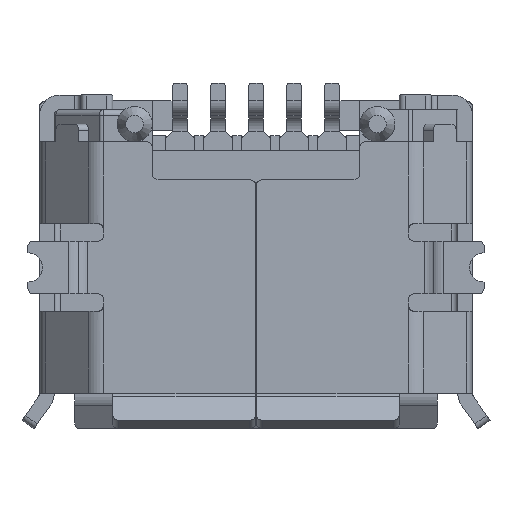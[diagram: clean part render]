
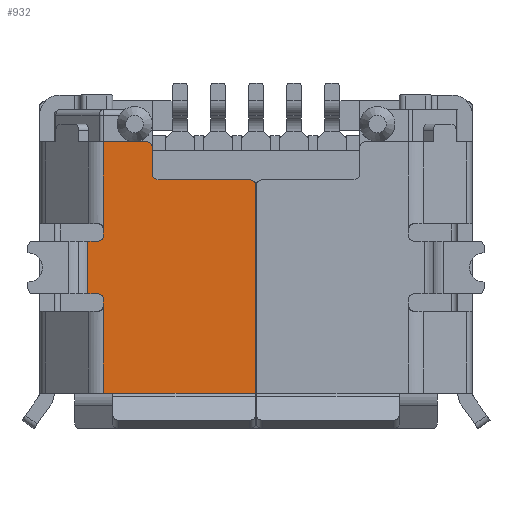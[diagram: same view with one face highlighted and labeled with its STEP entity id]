
A CAD part, top view. The second image highlights one B-rep face of the part: STEP entity #932.
In plain terms, the highlighted planar face has unit normal (0, 0, 1).
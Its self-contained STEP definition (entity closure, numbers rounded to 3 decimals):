
#932 = ADVANCED_FACE( '', ( #1974 ), #1975, .T. );
#1974 = FACE_OUTER_BOUND( '', #3152, .T. );
#1975 = PLANE( '', #3153 );
#3152 = EDGE_LOOP( '', ( #5775, #5776, #5777, #5778, #5779, #5780, #5781, #5782, #5783, #5784, #5785, #5786, #5787, #5788, #5789, #5790, #5791, #5792 ) );
#3153 = AXIS2_PLACEMENT_3D( '', #5793, #5794, #5795 );
#5775 = ORIENTED_EDGE( '', *, *, #8490, .T. );
#5776 = ORIENTED_EDGE( '', *, *, #7546, .F. );
#5777 = ORIENTED_EDGE( '', *, *, #8491, .F. );
#5778 = ORIENTED_EDGE( '', *, *, #8492, .F. );
#5779 = ORIENTED_EDGE( '', *, *, #8493, .T. );
#5780 = ORIENTED_EDGE( '', *, *, #8494, .T. );
#5781 = ORIENTED_EDGE( '', *, *, #8333, .T. );
#5782 = ORIENTED_EDGE( '', *, *, #7690, .T. );
#5783 = ORIENTED_EDGE( '', *, *, #8256, .T. );
#5784 = ORIENTED_EDGE( '', *, *, #8072, .T. );
#5785 = ORIENTED_EDGE( '', *, *, #8495, .T. );
#5786 = ORIENTED_EDGE( '', *, *, #7820, .T. );
#5787 = ORIENTED_EDGE( '', *, *, #8496, .T. );
#5788 = ORIENTED_EDGE( '', *, *, #8416, .F. );
#5789 = ORIENTED_EDGE( '', *, *, #8132, .T. );
#5790 = ORIENTED_EDGE( '', *, *, #8171, .T. );
#5791 = ORIENTED_EDGE( '', *, *, #8497, .T. );
#5792 = ORIENTED_EDGE( '', *, *, #8498, .T. );
#5793 = CARTESIAN_POINT( '', ( -2.609, 2.15, 1.1 ) );
#5794 = DIRECTION( '', ( 0., 0., 1. ) );
#5795 = DIRECTION( '', ( 1., 0., 0. ) );
#7546 = EDGE_CURVE( '', #9140, #9142, #9143, .T. );
#7690 = EDGE_CURVE( '', #9392, #9390, #9393, .T. );
#7820 = EDGE_CURVE( '', #9615, #9616, #9617, .F. );
#8072 = EDGE_CURVE( '', #10017, #10018, #10019, .F. );
#8132 = EDGE_CURVE( '', #10115, #10113, #10116, .T. );
#8171 = EDGE_CURVE( '', #10113, #10169, #10171, .T. );
#8256 = EDGE_CURVE( '', #9390, #10017, #10291, .T. );
#8333 = EDGE_CURVE( '', #10396, #9392, #10397, .F. );
#8416 = EDGE_CURVE( '', #10115, #10526, #10527, .T. );
#8490 = EDGE_CURVE( '', #10421, #9142, #10620, .T. );
#8491 = EDGE_CURVE( '', #10621, #9140, #10622, .F. );
#8492 = EDGE_CURVE( '', #10623, #10621, #10624, .F. );
#8493 = EDGE_CURVE( '', #10623, #10625, #10626, .T. );
#8494 = EDGE_CURVE( '', #10625, #10396, #10627, .T. );
#8495 = EDGE_CURVE( '', #10018, #9615, #10628, .F. );
#8496 = EDGE_CURVE( '', #9616, #10526, #10629, .F. );
#8497 = EDGE_CURVE( '', #10169, #10630, #10631, .F. );
#8498 = EDGE_CURVE( '', #10630, #10421, #10632, .F. );
#9140 = VERTEX_POINT( '', #11428 );
#9142 = VERTEX_POINT( '', #11431 );
#9143 = LINE( '', #11432, #11433 );
#9390 = VERTEX_POINT( '', #11761 );
#9392 = VERTEX_POINT( '', #11764 );
#9393 = LINE( '', #11765, #11766 );
#9615 = VERTEX_POINT( '', #12060 );
#9616 = VERTEX_POINT( '', #12061 );
#9617 = LINE( '', #12062, #12063 );
#10017 = VERTEX_POINT( '', #12650 );
#10018 = VERTEX_POINT( '', #12651 );
#10019 = LINE( '', #12652, #12653 );
#10113 = VERTEX_POINT( '', #12781 );
#10115 = VERTEX_POINT( '', #12783 );
#10116 = LINE( '', #12784, #12785 );
#10169 = VERTEX_POINT( '', #12858 );
#10171 = LINE( '', #12861, #12862 );
#10291 = CIRCLE( '', #13028, 0.1 );
#10396 = VERTEX_POINT( '', #13203 );
#10397 = CIRCLE( '', #13204, 0.1 );
#10421 = VERTEX_POINT( '', #13235 );
#10526 = VERTEX_POINT( '', #13409 );
#10527 = LINE( '', #13410, #13411 );
#10620 = LINE( '', #13546, #13547 );
#10621 = VERTEX_POINT( '', #13548 );
#10622 = LINE( '', #13549, #13550 );
#10623 = VERTEX_POINT( '', #13551 );
#10624 = LINE( '', #13552, #13553 );
#10625 = VERTEX_POINT( '', #13554 );
#10626 = CIRCLE( '', #13555, 0.1 );
#10627 = LINE( '', #13556, #13557 );
#10628 = LINE( '', #13558, #13559 );
#10629 = CIRCLE( '', #13560, 0.1 );
#10630 = VERTEX_POINT( '', #13561 );
#10631 = CIRCLE( '', #13562, 0.1 );
#10632 = LINE( '', #13563, #13564 );
#11428 = CARTESIAN_POINT( '', ( -2.45, -2.15, 1.1 ) );
#11431 = CARTESIAN_POINT( '', ( -2.609, -2.15, 1.1 ) );
#11432 = CARTESIAN_POINT( '', ( -0.01, -2.15, 1.1 ) );
#11433 = VECTOR( '', #14310, 1000. );
#11761 = CARTESIAN_POINT( '', ( -1.775, 2.05, 1.1 ) );
#11764 = CARTESIAN_POINT( '', ( -1.775, 1.6, 1.1 ) );
#11765 = CARTESIAN_POINT( '', ( -1.775, 2.15, 1.1 ) );
#11766 = VECTOR( '', #14501, 1000. );
#12060 = CARTESIAN_POINT( '', ( -2.609, 0.65, 1.1 ) );
#12061 = CARTESIAN_POINT( '', ( -2.609, 0.55, 1.1 ) );
#12062 = CARTESIAN_POINT( '', ( -2.609, 2.15, 1.1 ) );
#12063 = VECTOR( '', #14667, 1000. );
#12650 = CARTESIAN_POINT( '', ( -1.875, 2.15, 1.1 ) );
#12651 = CARTESIAN_POINT( '', ( -2.609, 2.15, 1.1 ) );
#12652 = CARTESIAN_POINT( '', ( -2.609, 2.15, 1.1 ) );
#12653 = VECTOR( '', #14981, 1000. );
#12781 = CARTESIAN_POINT( '', ( -2.875, -0.45, 1.1 ) );
#12783 = CARTESIAN_POINT( '', ( -2.875, 0.45, 1.1 ) );
#12784 = CARTESIAN_POINT( '', ( -2.875, 0.45, 1.1 ) );
#12785 = VECTOR( '', #15052, 1000. );
#12858 = CARTESIAN_POINT( '', ( -2.709, -0.45, 1.1 ) );
#12861 = CARTESIAN_POINT( '', ( -2.875, -0.45, 1.1 ) );
#12862 = VECTOR( '', #15095, 1000. );
#13028 = AXIS2_PLACEMENT_3D( '', #15193, #15194, #15195 );
#13203 = CARTESIAN_POINT( '', ( -1.675, 1.5, 1.1 ) );
#13204 = AXIS2_PLACEMENT_3D( '', #15281, #15282, #15283 );
#13235 = CARTESIAN_POINT( '', ( -2.609, -0.65, 1.1 ) );
#13409 = CARTESIAN_POINT( '', ( -2.709, 0.45, 1.1 ) );
#13410 = CARTESIAN_POINT( '', ( -2.875, 0.45, 1.1 ) );
#13411 = VECTOR( '', #15405, 1000. );
#13546 = CARTESIAN_POINT( '', ( -2.609, -0.75, 1.1 ) );
#13547 = VECTOR( '', #15476, 1000. );
#13548 = CARTESIAN_POINT( '', ( -0.01, -2.15, 1.1 ) );
#13549 = CARTESIAN_POINT( '', ( -2.609, -2.15, 1.1 ) );
#13550 = VECTOR( '', #15477, 1000. );
#13551 = CARTESIAN_POINT( '', ( -0.01, 1.4, 1.1 ) );
#13552 = CARTESIAN_POINT( '', ( -0.01, 2.15, 1.1 ) );
#13553 = VECTOR( '', #15478, 1000. );
#13554 = CARTESIAN_POINT( '', ( -0.11, 1.5, 1.1 ) );
#13555 = AXIS2_PLACEMENT_3D( '', #15479, #15480, #15481 );
#13556 = CARTESIAN_POINT( '', ( -2.609, 1.5, 1.1 ) );
#13557 = VECTOR( '', #15482, 1000. );
#13558 = CARTESIAN_POINT( '', ( -2.609, 2.15, 1.1 ) );
#13559 = VECTOR( '', #15483, 1000. );
#13560 = AXIS2_PLACEMENT_3D( '', #15484, #15485, #15486 );
#13561 = CARTESIAN_POINT( '', ( -2.609, -0.55, 1.1 ) );
#13562 = AXIS2_PLACEMENT_3D( '', #15487, #15488, #15489 );
#13563 = CARTESIAN_POINT( '', ( -2.609, 2.15, 1.1 ) );
#13564 = VECTOR( '', #15490, 1000. );
#14310 = DIRECTION( '', ( -1., 0., 0. ) );
#14501 = DIRECTION( '', ( 0., 1., 0. ) );
#14667 = DIRECTION( '', ( 0., 1., 0. ) );
#14981 = DIRECTION( '', ( 1., 0., 0. ) );
#15052 = DIRECTION( '', ( 0., -1., 0. ) );
#15095 = DIRECTION( '', ( 1., 0., 0. ) );
#15193 = CARTESIAN_POINT( '', ( -1.875, 2.05, 1.1 ) );
#15194 = DIRECTION( '', ( 0., 0., 1. ) );
#15195 = DIRECTION( '', ( 1., 0., 0. ) );
#15281 = CARTESIAN_POINT( '', ( -1.675, 1.6, 1.1 ) );
#15282 = DIRECTION( '', ( 0., 0., 1. ) );
#15283 = DIRECTION( '', ( 1., 0., 0. ) );
#15405 = DIRECTION( '', ( 1., 0., 0. ) );
#15476 = DIRECTION( '', ( 0., -1., 0. ) );
#15477 = DIRECTION( '', ( 1., 0., 0. ) );
#15478 = DIRECTION( '', ( 0., 1., 0. ) );
#15479 = CARTESIAN_POINT( '', ( -0.11, 1.4, 1.1 ) );
#15480 = DIRECTION( '', ( 0., 0., 1. ) );
#15481 = DIRECTION( '', ( 1., 0., 0. ) );
#15482 = DIRECTION( '', ( -1., 0., 0. ) );
#15483 = DIRECTION( '', ( 0., 1., 0. ) );
#15484 = CARTESIAN_POINT( '', ( -2.709, 0.55, 1.1 ) );
#15485 = DIRECTION( '', ( 0., 0., 1. ) );
#15486 = DIRECTION( '', ( 1., 0., 0. ) );
#15487 = CARTESIAN_POINT( '', ( -2.709, -0.55, 1.1 ) );
#15488 = DIRECTION( '', ( 0., 0., 1. ) );
#15489 = DIRECTION( '', ( 1., 0., 0. ) );
#15490 = DIRECTION( '', ( 0., 1., 0. ) );
